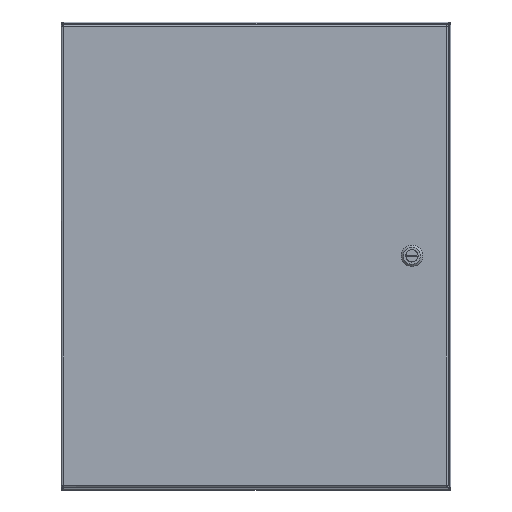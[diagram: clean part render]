
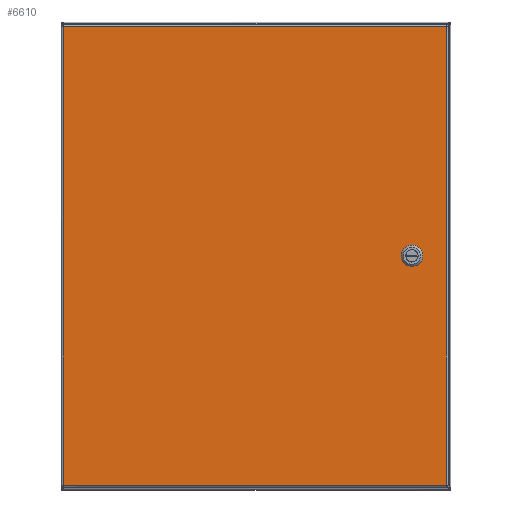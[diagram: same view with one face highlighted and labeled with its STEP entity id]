
A CAD part, top view. The second image highlights one B-rep face of the part: STEP entity #6610.
In plain terms, the highlighted face is planar.
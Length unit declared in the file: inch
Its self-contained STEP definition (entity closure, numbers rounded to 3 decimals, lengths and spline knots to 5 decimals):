
#4933=CARTESIAN_POINT('',(2.08762,12.275,0.0));
#4934=VERTEX_POINT('',#4933);
#4941=CARTESIAN_POINT('',(2.275,12.08762,0.0));
#4942=VERTEX_POINT('',#4941);
#4943=CARTESIAN_POINT('',(1.875,11.875,0.0));
#4944=DIRECTION('',(0.0,0.0,1.0));
#4945=DIRECTION('',(-0.469,-0.883,0.0));
#4946=AXIS2_PLACEMENT_3D('',#4943,#4944,#4945);
#4947=CIRCLE('',#4946,0.453);
#4948=EDGE_CURVE('',#4942,#4934,#4947,.T.);
#4973=CARTESIAN_POINT('',(2.275,11.66238,0.0));
#4974=VERTEX_POINT('',#4973);
#4975=CARTESIAN_POINT('',(2.275,11.66238,0.0));
#4976=DIRECTION('',(0.0,1.0,0.0));
#4977=VECTOR('',#4976,0.42525);
#4978=LINE('',#4975,#4977);
#4979=EDGE_CURVE('',#4974,#4942,#4978,.T.);
#5005=CARTESIAN_POINT('',(2.08762,11.475,0.0));
#5006=VERTEX_POINT('',#5005);
#5007=CARTESIAN_POINT('',(1.875,11.875,0.0));
#5008=DIRECTION('',(0.0,0.0,1.0));
#5009=DIRECTION('',(-0.883,0.469,0.0));
#5010=AXIS2_PLACEMENT_3D('',#5007,#5008,#5009);
#5011=CIRCLE('',#5010,0.453);
#5012=EDGE_CURVE('',#5006,#4974,#5011,.T.);
#5037=CARTESIAN_POINT('',(1.66238,11.475,0.0));
#5038=VERTEX_POINT('',#5037);
#5039=CARTESIAN_POINT('',(1.66238,11.475,0.0));
#5040=DIRECTION('',(1.0,0.0,0.0));
#5041=VECTOR('',#5040,0.42525);
#5042=LINE('',#5039,#5041);
#5043=EDGE_CURVE('',#5038,#5006,#5042,.T.);
#5069=CARTESIAN_POINT('',(1.475,11.66238,0.0));
#5070=VERTEX_POINT('',#5069);
#5071=CARTESIAN_POINT('',(1.875,11.875,0.0));
#5072=DIRECTION('',(0.0,0.0,1.0));
#5073=DIRECTION('',(0.469,0.883,0.0));
#5074=AXIS2_PLACEMENT_3D('',#5071,#5072,#5073);
#5075=CIRCLE('',#5074,0.453);
#5076=EDGE_CURVE('',#5070,#5038,#5075,.T.);
#5101=CARTESIAN_POINT('',(1.475,12.08762,0.0));
#5102=VERTEX_POINT('',#5101);
#5103=CARTESIAN_POINT('',(1.475,12.08762,0.0));
#5104=DIRECTION('',(0.0,-1.0,0.0));
#5105=VECTOR('',#5104,0.42525);
#5106=LINE('',#5103,#5105);
#5107=EDGE_CURVE('',#5102,#5070,#5106,.T.);
#5133=CARTESIAN_POINT('',(1.66238,12.275,0.0));
#5134=VERTEX_POINT('',#5133);
#5135=CARTESIAN_POINT('',(1.875,11.875,0.0));
#5136=DIRECTION('',(0.0,0.0,1.0));
#5137=DIRECTION('',(0.883,-0.469,0.0));
#5138=AXIS2_PLACEMENT_3D('',#5135,#5136,#5137);
#5139=CIRCLE('',#5138,0.453);
#5140=EDGE_CURVE('',#5134,#5102,#5139,.T.);
#5163=CARTESIAN_POINT('',(2.08762,12.275,0.0));
#5164=DIRECTION('',(-1.0,0.0,0.0));
#5165=VECTOR('',#5164,0.42525);
#5166=LINE('',#5163,#5165);
#5167=EDGE_CURVE('',#4934,#5134,#5166,.T.);
#5618=CARTESIAN_POINT('',(19.76975,0.10525,0.));
#5619=VERTEX_POINT('',#5618);
#5630=CARTESIAN_POINT('',(19.76975,23.64475,0.));
#5631=VERTEX_POINT('',#5630);
#5632=CARTESIAN_POINT('',(19.76975,23.64475,0.0));
#5633=DIRECTION('',(0.0,-1.0,0.0));
#5634=VECTOR('',#5633,23.5395);
#5635=LINE('',#5632,#5634);
#5636=EDGE_CURVE('',#5631,#5619,#5635,.T.);
#5788=CARTESIAN_POINT('',(0.10525,0.10525,0.));
#5789=VERTEX_POINT('',#5788);
#5800=CARTESIAN_POINT('',(19.76975,0.10525,0.0));
#5801=DIRECTION('',(-1.0,0.0,0.0));
#5802=VECTOR('',#5801,19.6645);
#5803=LINE('',#5800,#5802);
#5804=EDGE_CURVE('',#5619,#5789,#5803,.T.);
#6065=CARTESIAN_POINT('',(0.10525,23.64475,0.));
#6066=VERTEX_POINT('',#6065);
#6077=CARTESIAN_POINT('',(0.10525,0.10525,0.0));
#6078=DIRECTION('',(0.0,1.0,0.0));
#6079=VECTOR('',#6078,23.5395);
#6080=LINE('',#6077,#6079);
#6081=EDGE_CURVE('',#5789,#6066,#6080,.T.);
#6346=CARTESIAN_POINT('',(0.10525,23.64475,0.0));
#6347=DIRECTION('',(1.0,0.0,0.0));
#6348=VECTOR('',#6347,19.6645);
#6349=LINE('',#6346,#6348);
#6350=EDGE_CURVE('',#6066,#5631,#6349,.T.);
#6589=CARTESIAN_POINT('',(9.9375,11.875,0.0));
#6590=DIRECTION('',(0.0,0.0,1.0));
#6591=DIRECTION('',(1.0,0.0,0.0));
#6592=AXIS2_PLACEMENT_3D('',#6589,#6590,#6591);
#6593=PLANE('',#6592);
#6594=ORIENTED_EDGE('',*,*,#5636,.T.);
#6595=ORIENTED_EDGE('',*,*,#5804,.T.);
#6596=ORIENTED_EDGE('',*,*,#6081,.T.);
#6597=ORIENTED_EDGE('',*,*,#6350,.T.);
#6598=EDGE_LOOP('',(#6594,#6595,#6596,#6597));
#6599=FACE_OUTER_BOUND('',#6598,.T.);
#6600=ORIENTED_EDGE('',*,*,#4948,.T.);
#6601=ORIENTED_EDGE('',*,*,#5167,.T.);
#6602=ORIENTED_EDGE('',*,*,#5140,.T.);
#6603=ORIENTED_EDGE('',*,*,#5107,.T.);
#6604=ORIENTED_EDGE('',*,*,#5076,.T.);
#6605=ORIENTED_EDGE('',*,*,#5043,.T.);
#6606=ORIENTED_EDGE('',*,*,#5012,.T.);
#6607=ORIENTED_EDGE('',*,*,#4979,.T.);
#6608=EDGE_LOOP('',(#6600,#6601,#6602,#6603,#6604,#6605,#6606,#6607));
#6609=FACE_BOUND('',#6608,.T.);
#6610=ADVANCED_FACE('',(#6599,#6609),#6593,.F.);
